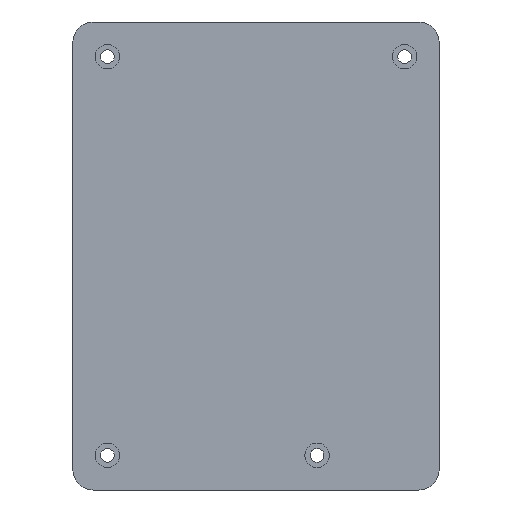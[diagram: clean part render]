
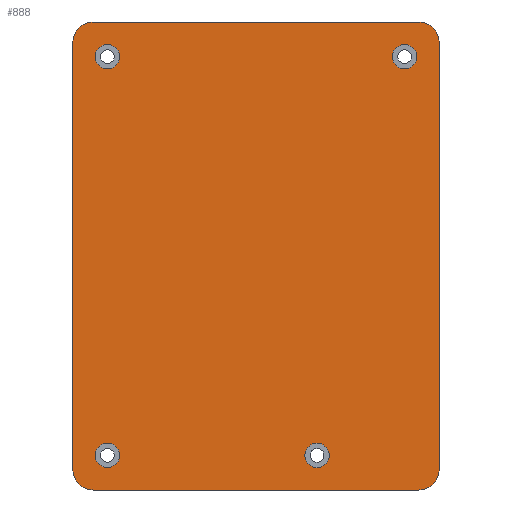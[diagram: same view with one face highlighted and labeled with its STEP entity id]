
A CAD part, front view. The second image highlights one B-rep face of the part: STEP entity #888.
In plain terms, the highlighted planar face has unit normal (0, -1, 0).
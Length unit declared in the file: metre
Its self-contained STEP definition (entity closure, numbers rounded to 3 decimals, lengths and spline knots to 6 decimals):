
#32=CIRCLE('',#956,0.003);
#33=CIRCLE('',#957,0.003);
#34=CIRCLE('',#958,0.003);
#35=CIRCLE('',#959,0.003);
#36=CIRCLE('',#960,0.005);
#37=CIRCLE('',#961,0.005);
#38=CIRCLE('',#962,0.005);
#39=CIRCLE('',#963,0.005);
#139=ORIENTED_EDGE('',*,*,#379,.F.);
#140=ORIENTED_EDGE('',*,*,#380,.F.);
#141=ORIENTED_EDGE('',*,*,#381,.F.);
#142=ORIENTED_EDGE('',*,*,#382,.F.);
#143=ORIENTED_EDGE('',*,*,#369,.F.);
#144=ORIENTED_EDGE('',*,*,#383,.T.);
#145=ORIENTED_EDGE('',*,*,#363,.F.);
#146=ORIENTED_EDGE('',*,*,#384,.T.);
#147=ORIENTED_EDGE('',*,*,#359,.T.);
#148=ORIENTED_EDGE('',*,*,#385,.T.);
#149=ORIENTED_EDGE('',*,*,#377,.T.);
#150=ORIENTED_EDGE('',*,*,#386,.T.);
#359=EDGE_CURVE('',#475,#476,#567,.T.);
#363=EDGE_CURVE('',#479,#480,#571,.T.);
#369=EDGE_CURVE('',#485,#486,#577,.T.);
#377=EDGE_CURVE('',#494,#493,#585,.T.);
#379=EDGE_CURVE('',#495,#495,#32,.T.);
#380=EDGE_CURVE('',#496,#496,#33,.T.);
#381=EDGE_CURVE('',#497,#497,#34,.T.);
#382=EDGE_CURVE('',#498,#498,#35,.T.);
#383=EDGE_CURVE('',#485,#480,#36,.F.);
#384=EDGE_CURVE('',#479,#475,#37,.F.);
#385=EDGE_CURVE('',#476,#494,#38,.F.);
#386=EDGE_CURVE('',#493,#486,#39,.F.);
#475=VERTEX_POINT('',#1384);
#476=VERTEX_POINT('',#1385);
#479=VERTEX_POINT('',#1393);
#480=VERTEX_POINT('',#1394);
#485=VERTEX_POINT('',#1405);
#486=VERTEX_POINT('',#1407);
#493=VERTEX_POINT('',#1422);
#494=VERTEX_POINT('',#1424);
#495=VERTEX_POINT('',#1428);
#496=VERTEX_POINT('',#1430);
#497=VERTEX_POINT('',#1432);
#498=VERTEX_POINT('',#1434);
#567=LINE('',#1383,#659);
#571=LINE('',#1392,#663);
#577=LINE('',#1406,#669);
#585=LINE('',#1423,#677);
#659=VECTOR('',#1094,1.);
#663=VECTOR('',#1100,1.);
#669=VECTOR('',#1108,1.);
#677=VECTOR('',#1118,1.);
#714=EDGE_LOOP('',(#139));
#715=EDGE_LOOP('',(#140));
#716=EDGE_LOOP('',(#141));
#717=EDGE_LOOP('',(#142));
#718=EDGE_LOOP('',(#143,#144,#145,#146,#147,#148,#149,#150));
#784=FACE_BOUND('',#714,.T.);
#785=FACE_BOUND('',#715,.T.);
#786=FACE_BOUND('',#716,.T.);
#787=FACE_BOUND('',#717,.T.);
#788=FACE_BOUND('',#718,.T.);
#854=PLANE('',#955);
#888=ADVANCED_FACE('',(#784,#785,#786,#787,#788),#854,.F.);
#955=AXIS2_PLACEMENT_3D('',#1426,#1120,#1121);
#956=AXIS2_PLACEMENT_3D('',#1427,#1122,#1123);
#957=AXIS2_PLACEMENT_3D('',#1429,#1124,#1125);
#958=AXIS2_PLACEMENT_3D('',#1431,#1126,#1127);
#959=AXIS2_PLACEMENT_3D('',#1433,#1128,#1129);
#960=AXIS2_PLACEMENT_3D('',#1435,#1130,#1131);
#961=AXIS2_PLACEMENT_3D('',#1436,#1132,#1133);
#962=AXIS2_PLACEMENT_3D('',#1437,#1134,#1135);
#963=AXIS2_PLACEMENT_3D('',#1438,#1136,#1137);
#1094=DIRECTION('',(-1.,0.,0.));
#1100=DIRECTION('',(0.,0.,-1.));
#1108=DIRECTION('',(-1.,0.,0.));
#1118=DIRECTION('',(0.,0.,-1.));
#1120=DIRECTION('',(0.,1.,0.));
#1121=DIRECTION('',(1.,0.,0.));
#1122=DIRECTION('',(0.,-1.,0.));
#1123=DIRECTION('',(-1.,0.,0.));
#1124=DIRECTION('',(0.,-1.,0.));
#1125=DIRECTION('',(-1.,0.,0.));
#1126=DIRECTION('',(0.,-1.,0.));
#1127=DIRECTION('',(-1.,0.,0.));
#1128=DIRECTION('',(0.,-1.,0.));
#1129=DIRECTION('',(-1.,0.,0.));
#1130=DIRECTION('',(0.,1.,0.));
#1131=DIRECTION('',(1.,0.,0.));
#1132=DIRECTION('',(0.,1.,0.));
#1133=DIRECTION('',(1.,0.,0.));
#1134=DIRECTION('',(0.,1.,0.));
#1135=DIRECTION('',(1.,0.,0.));
#1136=DIRECTION('',(0.,1.,0.));
#1137=DIRECTION('',(1.,0.,0.));
#1383=CARTESIAN_POINT('',(0.,0.,0.0575));
#1384=CARTESIAN_POINT('',(0.04,0.,0.0575));
#1385=CARTESIAN_POINT('',(-0.04,0.,0.0575));
#1392=CARTESIAN_POINT('',(0.045,0.,0.));
#1393=CARTESIAN_POINT('',(0.045,0.,0.0525));
#1394=CARTESIAN_POINT('',(0.045,0.,-0.0525));
#1405=CARTESIAN_POINT('',(0.04,0.,-0.0575));
#1406=CARTESIAN_POINT('',(0.,0.,-0.0575));
#1407=CARTESIAN_POINT('',(-0.04,0.,-0.0575));
#1422=CARTESIAN_POINT('',(-0.045,0.,-0.0525));
#1423=CARTESIAN_POINT('',(-0.045,0.,0.));
#1424=CARTESIAN_POINT('',(-0.045,0.,0.0525));
#1426=CARTESIAN_POINT('',(0.,0.,0.));
#1427=CARTESIAN_POINT('',(0.0365,0.,0.049));
#1428=CARTESIAN_POINT('',(0.0335,0.,0.049));
#1429=CARTESIAN_POINT('',(-0.0365,0.,-0.049));
#1430=CARTESIAN_POINT('',(-0.0395,0.,-0.049));
#1431=CARTESIAN_POINT('',(0.015,0.,-0.049));
#1432=CARTESIAN_POINT('',(0.012,0.,-0.049));
#1433=CARTESIAN_POINT('',(-0.0365,0.,0.049));
#1434=CARTESIAN_POINT('',(-0.0395,0.,0.049));
#1435=CARTESIAN_POINT('',(0.04,0.,-0.0525));
#1436=CARTESIAN_POINT('',(0.04,0.,0.0525));
#1437=CARTESIAN_POINT('',(-0.04,0.,0.0525));
#1438=CARTESIAN_POINT('',(-0.04,0.,-0.0525));
